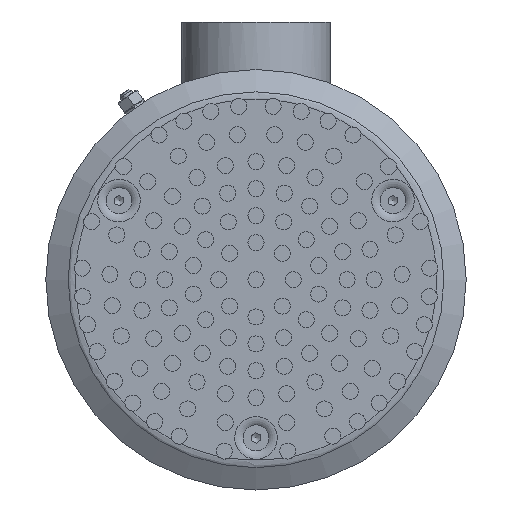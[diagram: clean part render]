
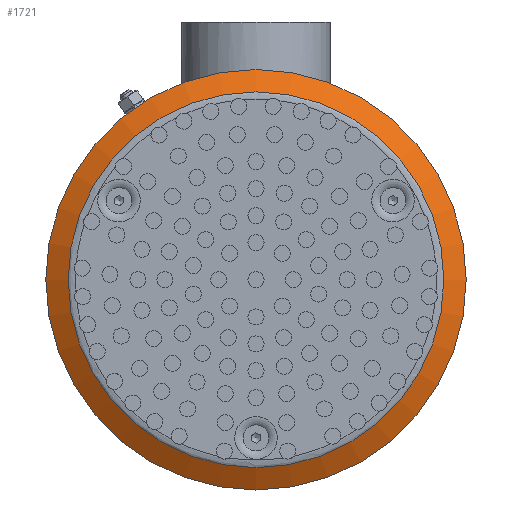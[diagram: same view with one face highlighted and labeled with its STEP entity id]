
A CAD part, top view. The second image highlights one B-rep face of the part: STEP entity #1721.
In plain terms, the highlighted conical face has half-angle 60 degrees and reference radius 86.825 mm.
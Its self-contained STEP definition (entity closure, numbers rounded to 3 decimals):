
#1721=ADVANCED_FACE('',(#8827,#8829),#8831,.T.);
#8827=FACE_OUTER_BOUND('',#8828,.T.);
#8828=EDGE_LOOP('',(#11463));
#8829=FACE_OUTER_BOUND('',#8830,.T.);
#8830=EDGE_LOOP('',(#11464));
#8831=CONICAL_SURFACE('',#8832,86.825,1.047);
#8832=AXIS2_PLACEMENT_3D('',#8833,#8834,#8835);
#8833=CARTESIAN_POINT('',(0.,0.,-2.185));
#8834=DIRECTION('',(0.,0.,-1.));
#8835=DIRECTION('',(-1.,0.,0.));
#11463=ORIENTED_EDGE('',*,*,#12240,.T.);
#11464=ORIENTED_EDGE('',*,*,#12605,.F.);
#12240=EDGE_CURVE('',#13412,#13412,#13413,.T.);
#12605=EDGE_CURVE('',#14082,#14082,#14083,.T.);
#13412=VERTEX_POINT('',#21710);
#13413=CIRCLE('',#21711,81.95);
#14082=VERTEX_POINT('',#25144);
#14083=CIRCLE('',#25145,91.7);
#21710=CARTESIAN_POINT('',(-81.95,0.,0.629));
#21711=AXIS2_PLACEMENT_3D('',#21712,#21713,#21714);
#21712=CARTESIAN_POINT('',(0.,0.,0.629));
#21713=DIRECTION('',(0.,0.,-1.));
#21714=DIRECTION('',(-1.,0.,0.));
#25144=CARTESIAN_POINT('',(-91.7,0.,-5.));
#25145=AXIS2_PLACEMENT_3D('',#25146,#25147,#25148);
#25146=CARTESIAN_POINT('',(0.,0.,-5.));
#25147=DIRECTION('',(0.,0.,-1.));
#25148=DIRECTION('',(-1.,0.,0.));
